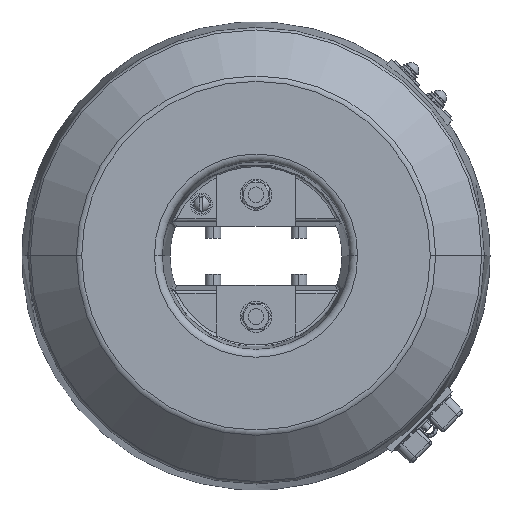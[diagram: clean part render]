
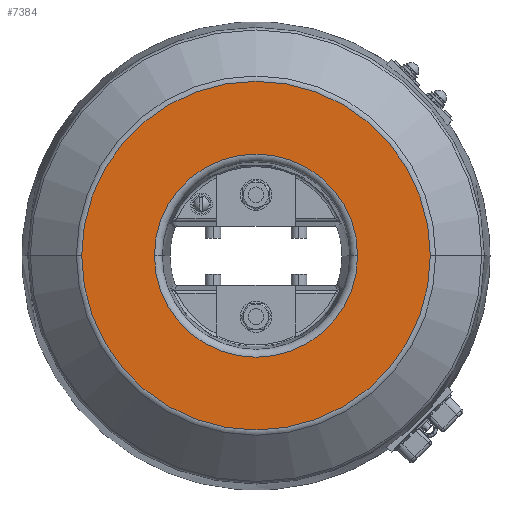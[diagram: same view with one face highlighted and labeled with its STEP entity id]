
A CAD part, top view. The second image highlights one B-rep face of the part: STEP entity #7384.
In plain terms, the highlighted planar face has unit normal (0, 0, 1).
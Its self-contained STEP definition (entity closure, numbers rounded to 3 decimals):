
#109 = CARTESIAN_POINT ( 'NONE',  ( 65.025, 0., 130. ) ) ;
#139 = CARTESIAN_POINT ( 'NONE',  ( -111.544, 0., 130. ) ) ;
#158 = CARTESIAN_POINT ( 'NONE',  ( -65.025, 0., 130. ) ) ;
#1135 = DIRECTION ( 'NONE',  ( 0., 0., 1. ) ) ;
#1136 = DIRECTION ( 'NONE',  ( 1., 0., 0. ) ) ;
#1140 = CARTESIAN_POINT ( 'NONE',  ( 0., 0., 130. ) ) ;
#1473 = CARTESIAN_POINT ( 'NONE',  ( 0., 0., 130. ) ) ;
#1474 = DIRECTION ( 'NONE',  ( 1., 0., 0. ) ) ;
#1479 = DIRECTION ( 'NONE',  ( 0., 0., -1. ) ) ;
#2275 = EDGE_LOOP ( 'NONE', ( #3058, #3080 ) ) ;
#2296 = EDGE_LOOP ( 'NONE', ( #3024, #3101 ) ) ;
#3024 = ORIENTED_EDGE ( 'NONE', *, *, #19280, .T. ) ;
#3058 = ORIENTED_EDGE ( 'NONE', *, *, #18450, .T. ) ;
#3080 = ORIENTED_EDGE ( 'NONE', *, *, #19220, .T. ) ;
#3101 = ORIENTED_EDGE ( 'NONE', *, *, #18504, .T. ) ;
#5896 = AXIS2_PLACEMENT_3D ( 'NONE', #8911, #8945, #8952 ) ;
#6190 = AXIS2_PLACEMENT_3D ( 'NONE', #1473, #1479, #1474 ) ;
#6426 = AXIS2_PLACEMENT_3D ( 'NONE', #7814, #7816, #7835 ) ;
#6448 = AXIS2_PLACEMENT_3D ( 'NONE', #8114, #8077, #8078 ) ;
#6565 = AXIS2_PLACEMENT_3D ( 'NONE', #1140, #1135, #1136 ) ;
#7384 = ADVANCED_FACE ( 'NONE', ( #20519, #20486 ), #8957, .T. ) ;
#7568 = VERTEX_POINT ( 'NONE', #9628 ) ;
#7814 = CARTESIAN_POINT ( 'NONE',  ( 0., 0., 130. ) ) ;
#7816 = DIRECTION ( 'NONE',  ( 0., 0., 1. ) ) ;
#7835 = DIRECTION ( 'NONE',  ( 1., 0., 0. ) ) ;
#8077 = DIRECTION ( 'NONE',  ( 0., 0., -1. ) ) ;
#8078 = DIRECTION ( 'NONE',  ( 1., 0., 0. ) ) ;
#8114 = CARTESIAN_POINT ( 'NONE',  ( 0., 0., 130. ) ) ;
#8911 = CARTESIAN_POINT ( 'NONE',  ( 0., 0., 130. ) ) ;
#8945 = DIRECTION ( 'NONE',  ( 0., 0., 1. ) ) ;
#8952 = DIRECTION ( 'NONE',  ( 1., 0., 0. ) ) ;
#8957 = PLANE ( 'NONE',  #5896 ) ;
#9628 = CARTESIAN_POINT ( 'NONE',  ( 111.544, 0., 130. ) ) ;
#11593 = VERTEX_POINT ( 'NONE', #158 ) ;
#11618 = VERTEX_POINT ( 'NONE', #109 ) ;
#11622 = VERTEX_POINT ( 'NONE', #139 ) ;
#17913 = CIRCLE ( 'NONE', #6448, 65.025 ) ;
#18263 = CIRCLE ( 'NONE', #6426, 111.544 ) ;
#18450 = EDGE_CURVE ( 'NONE', #7568, #11622, #20935, .T. ) ;
#18504 = EDGE_CURVE ( 'NONE', #11593, #11618, #19833, .T. ) ;
#19220 = EDGE_CURVE ( 'NONE', #11622, #7568, #18263, .T. ) ;
#19280 = EDGE_CURVE ( 'NONE', #11618, #11593, #17913, .T. ) ;
#19833 = CIRCLE ( 'NONE', #6190, 65.025 ) ;
#20486 = FACE_BOUND ( 'NONE', #2296, .T. ) ;
#20519 = FACE_OUTER_BOUND ( 'NONE', #2275, .T. ) ;
#20935 = CIRCLE ( 'NONE', #6565, 111.544 ) ;
